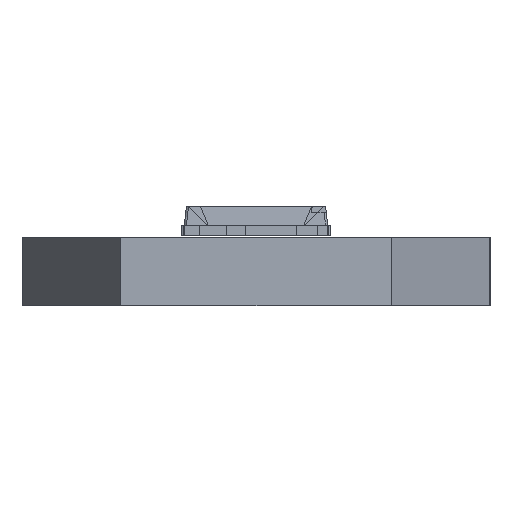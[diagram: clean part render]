
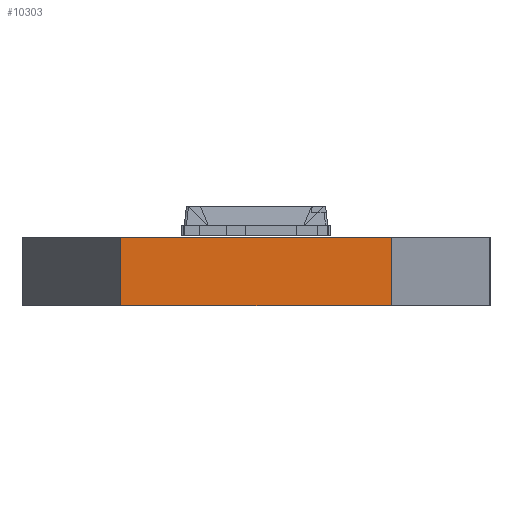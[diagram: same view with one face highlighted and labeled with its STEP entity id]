
A CAD part, left-side view. The second image highlights one B-rep face of the part: STEP entity #10303.
In plain terms, the highlighted planar face has unit normal (-1, 0, 0).
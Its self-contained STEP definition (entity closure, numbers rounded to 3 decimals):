
#8375 = PLANE('',#8376);
#8376 = AXIS2_PLACEMENT_3D('',#8377,#8378,#8379);
#8377 = CARTESIAN_POINT('',(-135.,3.18,0.));
#8378 = DIRECTION('',(-0.502,0.865,0.));
#8379 = DIRECTION('',(0.865,0.502,0.));
#8403 = PLANE('',#8404);
#8404 = AXIS2_PLACEMENT_3D('',#8405,#8406,#8407);
#8405 = CARTESIAN_POINT('',(0.,0.,1.6)
  );
#8406 = DIRECTION('',(-0.,-0.,-1.));
#8407 = DIRECTION('',(-1.,0.,0.));
#8457 = PLANE('',#8458);
#8458 = AXIS2_PLACEMENT_3D('',#8459,#8460,#8461);
#8459 = CARTESIAN_POINT('',(0.,0.,0.));
#8460 = DIRECTION('',(-0.,-0.,-1.));
#8461 = DIRECTION('',(-1.,0.,0.));
#8472 = EDGE_CURVE('',#8473,#8475,#8477,.T.);
#8473 = VERTEX_POINT('',#8474);
#8474 = CARTESIAN_POINT('',(-135.,3.18,0.));
#8475 = VERTEX_POINT('',#8476);
#8476 = CARTESIAN_POINT('',(-135.,3.18,1.6));
#8477 = SURFACE_CURVE('',#8478,(#8482,#8489),.PCURVE_S1.);
#8478 = LINE('',#8479,#8480);
#8479 = CARTESIAN_POINT('',(-135.,3.18,0.));
#8480 = VECTOR('',#8481,1.);
#8481 = DIRECTION('',(0.,0.,1.));
#8482 = PCURVE('',#8375,#8483);
#8483 = DEFINITIONAL_REPRESENTATION('',(#8484),#8488);
#8484 = LINE('',#8485,#8486);
#8485 = CARTESIAN_POINT('',(0.,0.));
#8486 = VECTOR('',#8487,1.);
#8487 = DIRECTION('',(0.,-1.));
#8488 = ( GEOMETRIC_REPRESENTATION_CONTEXT(2) 
PARAMETRIC_REPRESENTATION_CONTEXT() REPRESENTATION_CONTEXT('2D SPACE',''
  ) );
#8489 = PCURVE('',#8490,#8495);
#8490 = PLANE('',#8491);
#8491 = AXIS2_PLACEMENT_3D('',#8492,#8493,#8494);
#8492 = CARTESIAN_POINT('',(-135.,-3.18,0.));
#8493 = DIRECTION('',(-1.,0.,0.));
#8494 = DIRECTION('',(0.,1.,0.));
#8495 = DEFINITIONAL_REPRESENTATION('',(#8496),#8500);
#8496 = LINE('',#8497,#8498);
#8497 = CARTESIAN_POINT('',(6.36,0.));
#8498 = VECTOR('',#8499,1.);
#8499 = DIRECTION('',(0.,-1.));
#8500 = ( GEOMETRIC_REPRESENTATION_CONTEXT(2) 
PARAMETRIC_REPRESENTATION_CONTEXT() REPRESENTATION_CONTEXT('2D SPACE',''
  ) );
#8706 = VERTEX_POINT('',#8707);
#8707 = CARTESIAN_POINT('',(-135.,-3.18,0.));
#8721 = PLANE('',#8722);
#8722 = AXIS2_PLACEMENT_3D('',#8723,#8724,#8725);
#8723 = CARTESIAN_POINT('',(-131.,-5.5,0.));
#8724 = DIRECTION('',(-0.502,-0.865,0.));
#8725 = DIRECTION('',(-0.865,0.502,0.));
#8733 = EDGE_CURVE('',#8706,#8473,#8734,.T.);
#8734 = SURFACE_CURVE('',#8735,(#8739,#8746),.PCURVE_S1.);
#8735 = LINE('',#8736,#8737);
#8736 = CARTESIAN_POINT('',(-135.,-3.18,0.));
#8737 = VECTOR('',#8738,1.);
#8738 = DIRECTION('',(0.,1.,0.));
#8739 = PCURVE('',#8457,#8740);
#8740 = DEFINITIONAL_REPRESENTATION('',(#8741),#8745);
#8741 = LINE('',#8742,#8743);
#8742 = CARTESIAN_POINT('',(135.,-3.18));
#8743 = VECTOR('',#8744,1.);
#8744 = DIRECTION('',(0.,1.));
#8745 = ( GEOMETRIC_REPRESENTATION_CONTEXT(2) 
PARAMETRIC_REPRESENTATION_CONTEXT() REPRESENTATION_CONTEXT('2D SPACE',''
  ) );
#8746 = PCURVE('',#8490,#8747);
#8747 = DEFINITIONAL_REPRESENTATION('',(#8748),#8752);
#8748 = LINE('',#8749,#8750);
#8749 = CARTESIAN_POINT('',(0.,0.));
#8750 = VECTOR('',#8751,1.);
#8751 = DIRECTION('',(1.,0.));
#8752 = ( GEOMETRIC_REPRESENTATION_CONTEXT(2) 
PARAMETRIC_REPRESENTATION_CONTEXT() REPRESENTATION_CONTEXT('2D SPACE',''
  ) );
#9600 = VERTEX_POINT('',#9601);
#9601 = CARTESIAN_POINT('',(-135.,-3.18,1.6));
#9622 = EDGE_CURVE('',#9600,#8475,#9623,.T.);
#9623 = SURFACE_CURVE('',#9624,(#9628,#9635),.PCURVE_S1.);
#9624 = LINE('',#9625,#9626);
#9625 = CARTESIAN_POINT('',(-135.,-3.18,1.6));
#9626 = VECTOR('',#9627,1.);
#9627 = DIRECTION('',(0.,1.,0.));
#9628 = PCURVE('',#8403,#9629);
#9629 = DEFINITIONAL_REPRESENTATION('',(#9630),#9634);
#9630 = LINE('',#9631,#9632);
#9631 = CARTESIAN_POINT('',(135.,-3.18));
#9632 = VECTOR('',#9633,1.);
#9633 = DIRECTION('',(0.,1.));
#9634 = ( GEOMETRIC_REPRESENTATION_CONTEXT(2) 
PARAMETRIC_REPRESENTATION_CONTEXT() REPRESENTATION_CONTEXT('2D SPACE',''
  ) );
#9635 = PCURVE('',#8490,#9636);
#9636 = DEFINITIONAL_REPRESENTATION('',(#9637),#9641);
#9637 = LINE('',#9638,#9639);
#9638 = CARTESIAN_POINT('',(0.,-1.6));
#9639 = VECTOR('',#9640,1.);
#9640 = DIRECTION('',(1.,0.));
#9641 = ( GEOMETRIC_REPRESENTATION_CONTEXT(2) 
PARAMETRIC_REPRESENTATION_CONTEXT() REPRESENTATION_CONTEXT('2D SPACE',''
  ) );
#10303 = ADVANCED_FACE('',(#10304),#8490,.T.);
#10304 = FACE_BOUND('',#10305,.T.);
#10305 = EDGE_LOOP('',(#10306,#10327,#10328,#10329));
#10306 = ORIENTED_EDGE('',*,*,#10307,.T.);
#10307 = EDGE_CURVE('',#8706,#9600,#10308,.T.);
#10308 = SURFACE_CURVE('',#10309,(#10313,#10320),.PCURVE_S1.);
#10309 = LINE('',#10310,#10311);
#10310 = CARTESIAN_POINT('',(-135.,-3.18,0.));
#10311 = VECTOR('',#10312,1.);
#10312 = DIRECTION('',(0.,0.,1.));
#10313 = PCURVE('',#8490,#10314);
#10314 = DEFINITIONAL_REPRESENTATION('',(#10315),#10319);
#10315 = LINE('',#10316,#10317);
#10316 = CARTESIAN_POINT('',(0.,0.));
#10317 = VECTOR('',#10318,1.);
#10318 = DIRECTION('',(0.,-1.));
#10319 = ( GEOMETRIC_REPRESENTATION_CONTEXT(2) 
PARAMETRIC_REPRESENTATION_CONTEXT() REPRESENTATION_CONTEXT('2D SPACE',''
  ) );
#10320 = PCURVE('',#8721,#10321);
#10321 = DEFINITIONAL_REPRESENTATION('',(#10322),#10326);
#10322 = LINE('',#10323,#10324);
#10323 = CARTESIAN_POINT('',(4.624,0.));
#10324 = VECTOR('',#10325,1.);
#10325 = DIRECTION('',(0.,-1.));
#10326 = ( GEOMETRIC_REPRESENTATION_CONTEXT(2) 
PARAMETRIC_REPRESENTATION_CONTEXT() REPRESENTATION_CONTEXT('2D SPACE',''
  ) );
#10327 = ORIENTED_EDGE('',*,*,#9622,.T.);
#10328 = ORIENTED_EDGE('',*,*,#8472,.F.);
#10329 = ORIENTED_EDGE('',*,*,#8733,.F.);
